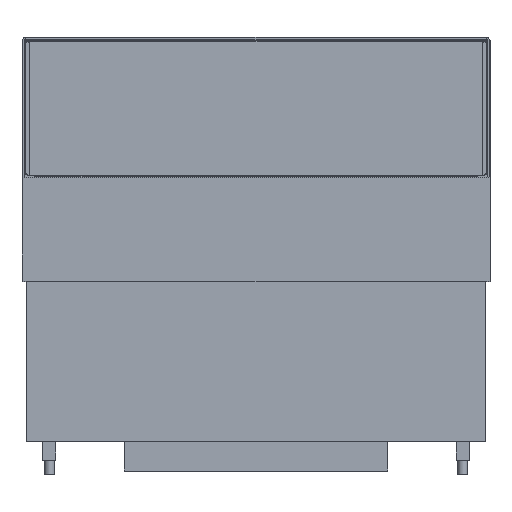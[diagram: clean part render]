
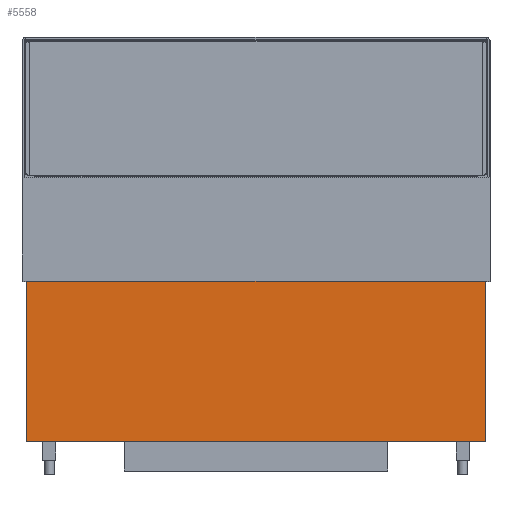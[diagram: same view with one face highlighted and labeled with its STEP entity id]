
A CAD part, top view. The second image highlights one B-rep face of the part: STEP entity #5558.
In plain terms, the highlighted planar face has unit normal (0, 0, 1).
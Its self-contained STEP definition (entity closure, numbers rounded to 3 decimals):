
#66 = ORIENTED_EDGE ( 'NONE', *, *, #6227, .T. ) ;
#183 = EDGE_LOOP ( 'NONE', ( #66, #1102, #11045, #3702 ) ) ;
#1086 = CARTESIAN_POINT ( 'NONE',  ( -713.5, -498., 296.5 ) ) ;
#1102 = ORIENTED_EDGE ( 'NONE', *, *, #4038, .F. ) ;
#1167 = PLANE ( 'NONE',  #9914 ) ;
#1253 = DIRECTION ( 'NONE',  ( 0., 1., 0. ) ) ;
#1331 = VERTEX_POINT ( 'NONE', #7323 ) ;
#1416 = LINE ( 'NONE', #11620, #9982 ) ;
#2564 = CARTESIAN_POINT ( 'NONE',  ( -713.5, 0., 296.5 ) ) ;
#2886 = VECTOR ( 'NONE', #1253, 1000. ) ;
#3264 = CARTESIAN_POINT ( 'NONE',  ( -713.5, -498., 296.5 ) ) ;
#3702 = ORIENTED_EDGE ( 'NONE', *, *, #9576, .T. ) ;
#4038 = EDGE_CURVE ( 'NONE', #8209, #11570, #5496, .T. ) ;
#4174 = CARTESIAN_POINT ( 'NONE',  ( 713.5, 0., 296.5 ) ) ;
#4755 = DIRECTION ( 'NONE',  ( 0., 1., 0. ) ) ;
#5496 = LINE ( 'NONE', #12402, #2886 ) ;
#5558 = ADVANCED_FACE ( 'NONE', ( #12804 ), #1167, .F. ) ;
#5713 = DIRECTION ( 'NONE',  ( 0., 0., -1. ) ) ;
#6029 = CARTESIAN_POINT ( 'NONE',  ( 713.5, -498., 296.5 ) ) ;
#6227 = EDGE_CURVE ( 'NONE', #8348, #11570, #1416, .T. ) ;
#6711 = CARTESIAN_POINT ( 'NONE',  ( -713.5, -498., 296.5 ) ) ;
#7257 = DIRECTION ( 'NONE',  ( -1., 0., 0. ) ) ;
#7323 = CARTESIAN_POINT ( 'NONE',  ( 713.5, -498., 296.5 ) ) ;
#7398 = LINE ( 'NONE', #3264, #9833 ) ;
#7763 = DIRECTION ( 'NONE',  ( -1., 0., 0. ) ) ;
#8209 = VERTEX_POINT ( 'NONE', #1086 ) ;
#8348 = VERTEX_POINT ( 'NONE', #4174 ) ;
#9576 = EDGE_CURVE ( 'NONE', #1331, #8348, #14345, .T. ) ;
#9833 = VECTOR ( 'NONE', #11470, 1000. ) ;
#9911 = EDGE_CURVE ( 'NONE', #1331, #8209, #7398, .T. ) ;
#9914 = AXIS2_PLACEMENT_3D ( 'NONE', #6711, #5713, #7763 ) ;
#9982 = VECTOR ( 'NONE', #7257, 1000. ) ;
#11045 = ORIENTED_EDGE ( 'NONE', *, *, #9911, .F. ) ;
#11470 = DIRECTION ( 'NONE',  ( -1., 0., 0. ) ) ;
#11570 = VERTEX_POINT ( 'NONE', #2564 ) ;
#11620 = CARTESIAN_POINT ( 'NONE',  ( -713.5, 0., 296.5 ) ) ;
#11770 = VECTOR ( 'NONE', #4755, 1000. ) ;
#12402 = CARTESIAN_POINT ( 'NONE',  ( -713.5, -498., 296.5 ) ) ;
#12804 = FACE_OUTER_BOUND ( 'NONE', #183, .T. ) ;
#14345 = LINE ( 'NONE', #6029, #11770 ) ;
